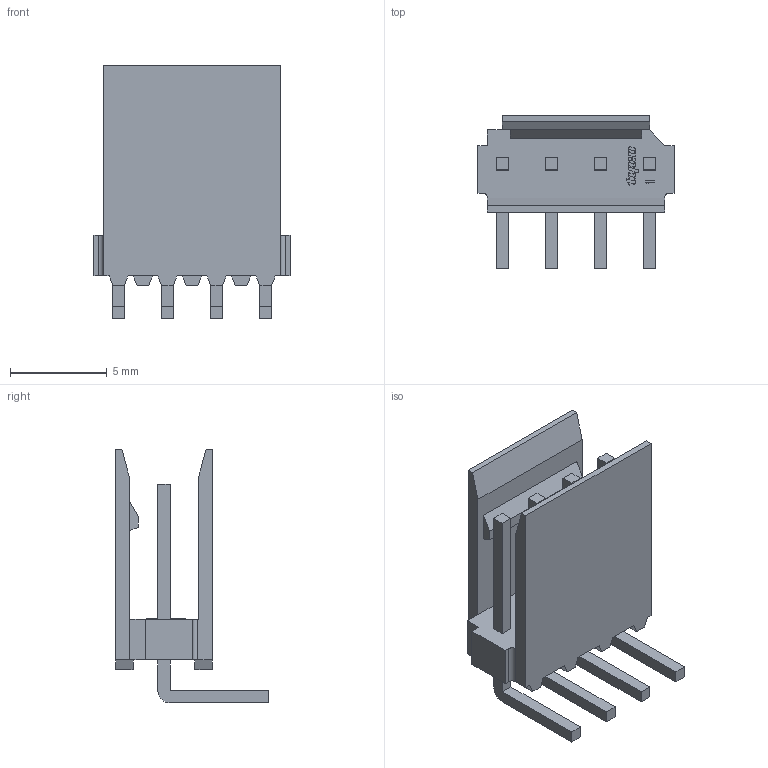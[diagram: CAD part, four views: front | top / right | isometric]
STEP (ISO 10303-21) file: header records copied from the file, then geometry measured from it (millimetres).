
FILE_DESCRIPTION((''),'2;1');
FILE_NAME('C-281698-4','2009-07-13T',('workeradm'),(''),'PRO/ENGINEER BY PARAMETRIC TECHNOLOGY CORPORATION, 2008380','PRO/ENGINEER BY PARAMETRIC TECHNOLOGY CORPORATION, 2008380','');
FILE_SCHEMA(('AUTOMOTIVE_DESIGN { 1 0 10303 214 1 1 1 1 }'));
Length unit declared in the file: millimetre
Products named in the file (1): C-281698-4
Bounding box: 10.16 x 7.9 x 13.12 mm (x, y, z)
Volume: 228.9 mm3; surface area: 627.6 mm2
Topology: 1 solids, 1 shells, 193 faces, 526 edges, 350 vertices
Faces by surface type: plane 161, cylinder 32
Entity records: 6068 total; most frequent: CARTESIAN_POINT 1070, ORIENTED_EDGE 1052, DIRECTION 976, EDGE_CURVE 526, VECTOR 462, LINE 462, VERTEX_POINT 350, AXIS2_PLACEMENT_3D 257
